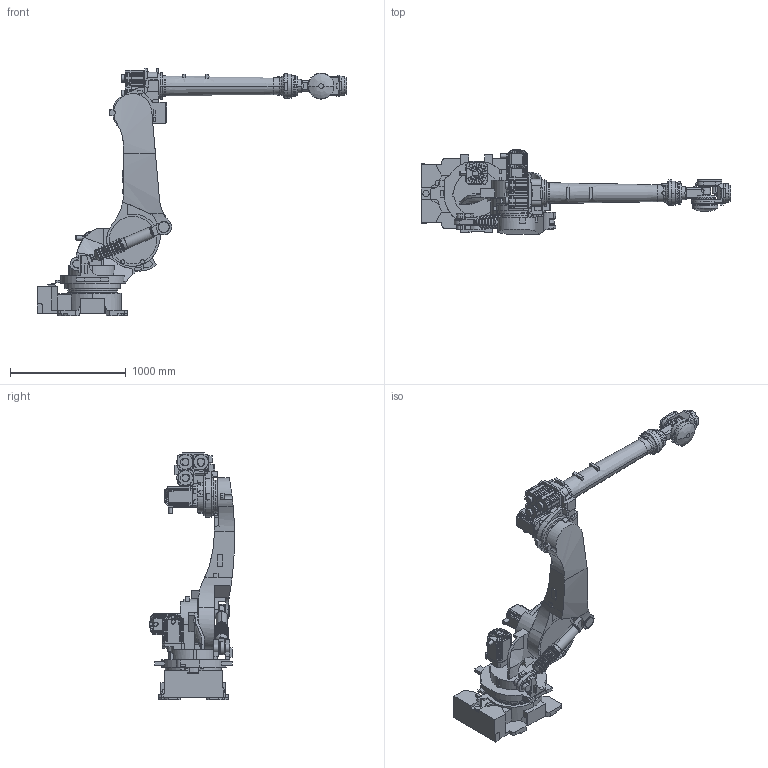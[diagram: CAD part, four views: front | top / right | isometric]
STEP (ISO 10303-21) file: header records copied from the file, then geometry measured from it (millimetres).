
FILE_DESCRIPTION (( 'STEP AP214' ), '1' );
FILE_NAME ('HS200L.STEP', '2018-06-13T23:48:40', ( 'Windows 餌辨濠' ), ( 'HRDG' ), 'SwSTEP 2.0', 'SolidWorks 2017', '' );
FILE_SCHEMA (( 'AUTOMOTIVE_DESIGN' ));
Length unit declared in the file: millimetre
Products named in the file (43): HS200L_UPPER FREAME HINGE; HS200L_B REDUCER; HS200L_GAS SPRING TUBE; HS200L_WRIST HOLDER; HS200L_GAS SPRING ROD ASSY; HS200L_WRIST R2 OUTPUT; HS200L_BELLOWS; HS200L_R2 OUTPUT; HS200L_HINGE BEARING COVER; HS200L_WRIST BODY; HS200L_LOWER FRAME HINGE; HS200L_A1 ASSY; HS200L_GAS SPRING CYLINDER; HS200L_V OUTPUT; HS200L_OUTSIDE JOINT HINGE; HS200L_V REDUCER; HS200L_BS INSIDE JOINT HINGE; HS200L_MOTOR; HS200L_S H V MOTOR; HS200L_R2 REDUCER; HS200L_UPPER FRAME; HS200L_ARM PIPE; HS200L_H REDUCER; HS200L_ARM FRAME; HS200L_LOWER FRAME; HS200L_A2 ASSY; HS200L_A1W1 ASSY; HS200L_S1 ASSY; HS200L_BS JOINT FIXER; HS200L_WRIST B OUTPUT; HS200L_S REDUCER; HS200L_BS JOINT UPPER SHAFT; HS200L_B OUTPUT; HS200L_BASE BODY; HS200L_BS JOINT UPPER COLLAR; HS200L_WRIST COVER; HS200L_BS JOINT COLLAR; HS200L_GASKET; HS200L; HS200L_BS JOINT SHAFT ...
Assembly tree (47 placements, depth 5):
  HS200L
    HS200L_S1 ASSY
      HS200L_BASE BODY
      HS200L_S REDUCER
    HS200L_A2 ASSY
      HS200L_LOWER FRAME
      HS200L_H REDUCER
      HS200L_UPPER FRAME
      HS200L_S H V MOTOR  x2
      HS200L_BS INSIDE JOINT HINGE
      HS200L_OUTSIDE JOINT HINGE
      HS200L_GAS SPRING ROD ASSY
        HS200L_GAS SPRING CYLINDER
        HS200L_LOWER FRAME HINGE
        HS200L_HINGE BEARING COVER
        HS200L_BELLOWS
      HS200L_GAS SPRING TUBE ASSY
        HS200L_GAS SPRING TUBE
        HS200L_UPPER FREAME HINGE
        HS200L_HINGE BEARING COVER
      HS200L_BS JOINT SHAFT
      HS200L_BS JOINT COLLAR
      HS200L_BS JOINT UPPER COLLAR
      HS200L_BS JOINT UPPER SHAFT
      HS200L_BS JOINT FIXER
    HS200L_A1W1 ASSY
      HS200L_A1 ASSY
        HS200L_V OUTPUT
          HS200L_ARM FRAME
          HS200L_ARM PIPE
          HS200L_R2 REDUCER
          HS200L_MOTOR  x3
          HS200L_V REDUCER
          HS200L_S H V MOTOR
      HS200L_WRIST R2 OUTPUT
        HS200L_R2 OUTPUT
          HS200L_WRIST BODY
      HS200L_WRIST B OUTPUT
        HS200L_B OUTPUT
          HS200L_WRIST HOLDER
          HS200L_B REDUCER
          HS200L_SG COVER
          HS200L_R1 REDUCER
          HS200L_GASKET
          HS200L_WRIST COVER
Bounding box: 2668.5 x 734 x 2138 mm (x, y, z)
Volume: 320591081.5 mm3; surface area: 11848106.4 mm2
Topology: 43 solids, 46 shells, 3306 faces, 8578 edges, 5563 vertices
Faces by surface type: plane 1848, cylinder 954, bspline 276, cone 228
Entity records: 78498 total; most frequent: CARTESIAN_POINT 21008, DIRECTION 11981, ORIENTED_EDGE 11592, EDGE_CURVE 5796, AXIS2_PLACEMENT_3D 4300, VERTEX_POINT 3717, VECTOR 3381, LINE 3381
